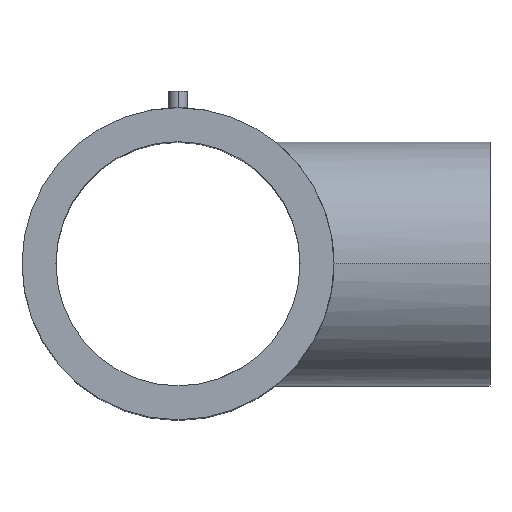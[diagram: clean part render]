
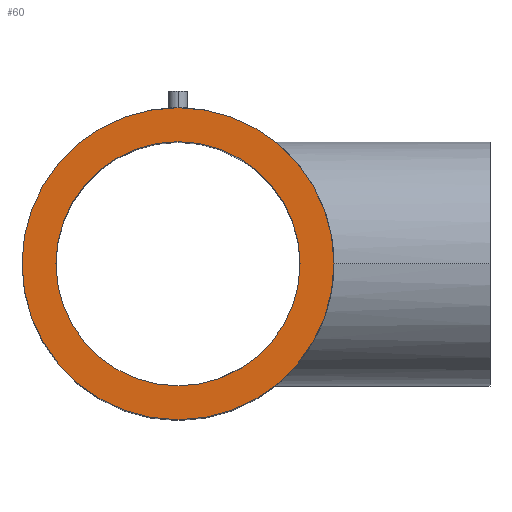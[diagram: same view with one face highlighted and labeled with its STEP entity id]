
A CAD part, top view. The second image highlights one B-rep face of the part: STEP entity #60.
In plain terms, the highlighted planar face has unit normal (0, 0, 1).
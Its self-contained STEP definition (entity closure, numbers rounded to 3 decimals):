
#12 = ORIENTED_EDGE ( 'NONE', *, *, #738, .T. ) ;
#60 = ADVANCED_FACE ( 'NONE', ( #729, #828 ), #1163, .T. ) ;
#92 = CARTESIAN_POINT ( 'NONE',  ( 0., 0., 170. ) ) ;
#121 = EDGE_LOOP ( 'NONE', ( #970, #12 ) ) ;
#211 = AXIS2_PLACEMENT_3D ( 'NONE', #334, #1197, #865 ) ;
#212 = CIRCLE ( 'NONE', #956, 90. ) ;
#308 = CARTESIAN_POINT ( 'NONE',  ( 115., 0., 170. ) ) ;
#310 = DIRECTION ( 'NONE',  ( 0., 0., 1. ) ) ;
#331 = DIRECTION ( 'NONE',  ( 0., 0., 1. ) ) ;
#334 = CARTESIAN_POINT ( 'NONE',  ( 0., 0., 170. ) ) ;
#348 = CIRCLE ( 'NONE', #1209, 115. ) ;
#370 = VERTEX_POINT ( 'NONE', #898 ) ;
#405 = DIRECTION ( 'NONE',  ( 1., 0., 0. ) ) ;
#419 = CARTESIAN_POINT ( 'NONE',  ( 0., 0., 170. ) ) ;
#565 = EDGE_LOOP ( 'NONE', ( #693, #994 ) ) ;
#624 = AXIS2_PLACEMENT_3D ( 'NONE', #92, #1052, #405 ) ;
#626 = CIRCLE ( 'NONE', #211, 115. ) ;
#693 = ORIENTED_EDGE ( 'NONE', *, *, #1194, .F. ) ;
#718 = DIRECTION ( 'NONE',  ( 1., 0., 0. ) ) ;
#729 = FACE_OUTER_BOUND ( 'NONE', #121, .T. ) ;
#738 = EDGE_CURVE ( 'NONE', #914, #1130, #626, .T. ) ;
#789 = VERTEX_POINT ( 'NONE', #852 ) ;
#828 = FACE_BOUND ( 'NONE', #565, .T. ) ;
#852 = CARTESIAN_POINT ( 'NONE',  ( 90., 0., 170. ) ) ;
#865 = DIRECTION ( 'NONE',  ( 1., 0., 0. ) ) ;
#893 = AXIS2_PLACEMENT_3D ( 'NONE', #1212, #331, #1100 ) ;
#896 = CARTESIAN_POINT ( 'NONE',  ( -115., 0., 170. ) ) ;
#898 = CARTESIAN_POINT ( 'NONE',  ( -90., 0., 170. ) ) ;
#914 = VERTEX_POINT ( 'NONE', #308 ) ;
#956 = AXIS2_PLACEMENT_3D ( 'NONE', #419, #1365, #718 ) ;
#970 = ORIENTED_EDGE ( 'NONE', *, *, #1389, .T. ) ;
#991 = EDGE_CURVE ( 'NONE', #789, #370, #1323, .T. ) ;
#994 = ORIENTED_EDGE ( 'NONE', *, *, #991, .F. ) ;
#1052 = DIRECTION ( 'NONE',  ( 0., 0., 1. ) ) ;
#1100 = DIRECTION ( 'NONE',  ( 1., 0., 0. ) ) ;
#1130 = VERTEX_POINT ( 'NONE', #896 ) ;
#1163 = PLANE ( 'NONE',  #624 ) ;
#1194 = EDGE_CURVE ( 'NONE', #370, #789, #212, .T. ) ;
#1197 = DIRECTION ( 'NONE',  ( 0., 0., 1. ) ) ;
#1209 = AXIS2_PLACEMENT_3D ( 'NONE', #1274, #310, #1280 ) ;
#1212 = CARTESIAN_POINT ( 'NONE',  ( 0., 0., 170. ) ) ;
#1274 = CARTESIAN_POINT ( 'NONE',  ( 0., 0., 170. ) ) ;
#1280 = DIRECTION ( 'NONE',  ( 1., 0., 0. ) ) ;
#1323 = CIRCLE ( 'NONE', #893, 90. ) ;
#1365 = DIRECTION ( 'NONE',  ( 0., 0., 1. ) ) ;
#1389 = EDGE_CURVE ( 'NONE', #1130, #914, #348, .T. ) ;
